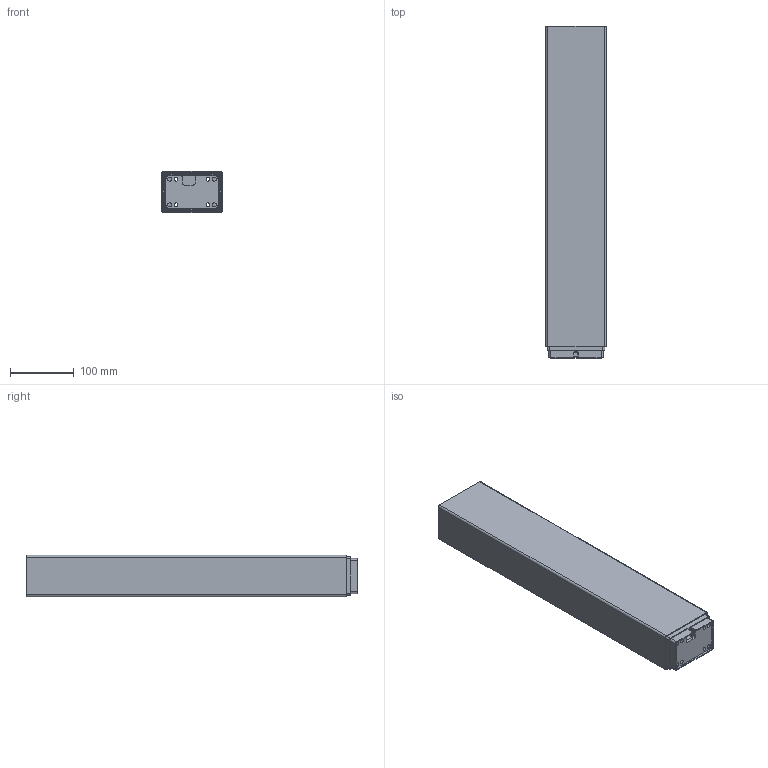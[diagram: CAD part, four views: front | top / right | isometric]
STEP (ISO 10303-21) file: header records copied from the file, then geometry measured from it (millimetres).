
FILE_DESCRIPTION((''),'2;1');
FILE_NAME('JS36ZR4-3-S-V2_1_ASM','2020-01-07T13:00:07',('Administrator'),('捷昌驱动'),'CREO PARAMETRIC BY PTC INC, 2018500','CREO PARAMETRIC BY PTC INC, 2018500','');
FILE_SCHEMA(('CONFIG_CONTROL_DESIGN'));
Length unit declared in the file: metre
Products named in the file (6): 3A_1_1_1; PRTDINBAN__1_1_1; PRT0002_1_1_1; PRT0003_1_1_1; PRTDINBAN_1_1_1_1; JS36ZR4-3-S-V2_1_ASM
Assembly tree (5 placements, depth 2):
  JS36ZR4-3-S-V2_1_ASM
    3A_1_1_1
    PRTDINBAN__1_1_1
    PRT0002_1_1_1
    PRT0003_1_1_1
    PRTDINBAN_1_1_1_1
Bounding box: 95 x 520.75 x 65 mm (x, y, z)
Volume: 667025.6 mm3; surface area: 855342.8 mm2
Topology: 5 solids, 5 shells, 123 faces, 342 edges, 228 vertices
Faces by surface type: cylinder 74, plane 49
Entity records: 4233 total; most frequent: DIRECTION 758, CARTESIAN_POINT 704, ORIENTED_EDGE 684, EDGE_CURVE 342, AXIS2_PLACEMENT_3D 282, VERTEX_POINT 228, VECTOR 194, LINE 194
